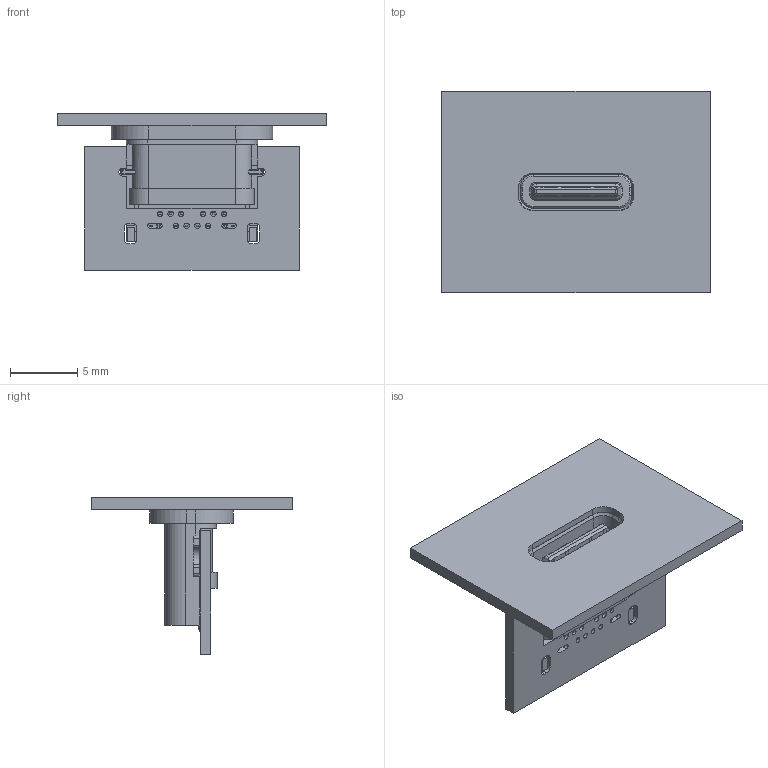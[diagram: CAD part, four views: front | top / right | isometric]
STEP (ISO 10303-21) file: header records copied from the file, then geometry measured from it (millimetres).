
FILE_DESCRIPTION(/* description */ (''),/* implementation_level */ '2;1');
FILE_NAME(/* name */ 'A901-3D.stp',/* time_stamp */ '2022-11-30T17:21:24+08:00',/* author */ (''),/* organization */ (''),/* preprocessor_version */ 'ST-DEVELOPER v16',/* originating_system */ 'SIEMENS PLM Software NX 10.0',/* authorisation */ '');
FILE_SCHEMA (('AUTOMOTIVE_DESIGN { 1 0 10303 214 3 1 1 1 }'));
Length unit declared in the file: millimetre
Products named in the file (1): xue729022705cda
Bounding box: 20 x 15 x 11.65 mm (x, y, z)
Volume: 542 mm3; surface area: 1639.7 mm2
Topology: 4 solids, 62 shells, 1660 faces, 4301 edges, 2813 vertices
Faces by surface type: plane 1317, cylinder 259, torus 40, cone 28, bspline 16
Full cylindrical faces by diameter (mm): 0.4 x10, 0.65 x10
Entity records: 57831 total; most frequent: CARTESIAN_POINT 10566, ORIENTED_EDGE 8542, DIRECTION 7924, EDGE_CURVE 4271, LINE 3404, VECTOR 3404, VERTEX_POINT 2803, AXIS2_PLACEMENT_3D 2260
